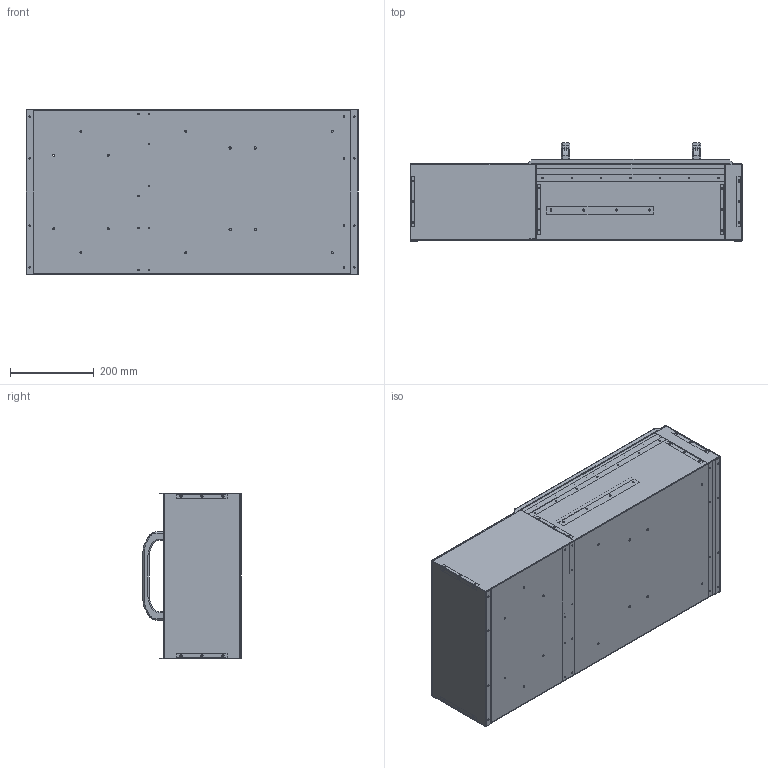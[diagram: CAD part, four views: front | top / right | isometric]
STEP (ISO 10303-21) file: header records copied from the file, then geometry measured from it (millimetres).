
FILE_DESCRIPTION(/* description */ (''),/* implementation_level */ '2;1');
FILE_NAME(/* name */ 'Enclosure v3 v9.step',/* time_stamp */ '2023-02-14T10:33:03+01:00',/* author */ (''),/* organization */ (''),/* preprocessor_version */ 'ST-DEVELOPER v19.2',/* originating_system */ 'Autodesk Translation Framework v11.17.0.187',/* authorisation */ '');
FILE_SCHEMA (('AUTOMOTIVE_DESIGN { 1 0 10303 214 3 1 1 }'));
Length unit declared in the file: millimetre
Products named in the file (15): Enclosure v3; MainEnclosure; LidChannel; Deckel; Handle; CornerBracket; CornerBracket(Mirror); LidChannel(Mirror); LaserChamberv3; Halter Sicherheitsschalter2; Pilz Magnetschalter; A_36x26x13mm_2009757_B v1; A_36x26x13mm_2025866_A; Halter1; Halter2
Assembly tree (21 placements, depth 4):
  Enclosure v3
    MainEnclosure
    LidChannel
    Deckel
      Handle  x2
    CornerBracket  x4
    CornerBracket(Mirror)  x4
    LidChannel(Mirror)
    LaserChamberv3
    Halter Sicherheitsschalter2
      Pilz Magnetschalter
        A_36x26x13mm_2009757_B v1
        A_36x26x13mm_2025866_A
      Halter1
      Halter2
Bounding box: 792 x 235 x 394 mm (x, y, z)
Volume: 2589720.5 mm3; surface area: 3437985.4 mm2
Topology: 38 solids, 38 shells, 1758 faces, 4596 edges, 2939 vertices
Faces by surface type: plane 949, cylinder 744, cone 37, bspline 24, sphere 4
Full cylindrical faces by diameter (mm): 1 x4, 3.1 x2, 3.3 x155, 3.5 x16, 4 x8, 4.5 x26, 5 x109, 5.5 x8, 5.75 x1, 6 x120, 6.5 x1, 6.8 x1, 6.9 x1, 8 x1, 8.5 x4, 30.7 x1
Entity records: 51796 total; most frequent: CARTESIAN_POINT 12562, DIRECTION 8025, ORIENTED_EDGE 7616, EDGE_CURVE 3808, AXIS2_PLACEMENT_3D 2807, EDGE_LOOP 2459, VERTEX_POINT 2443, LINE 2411
